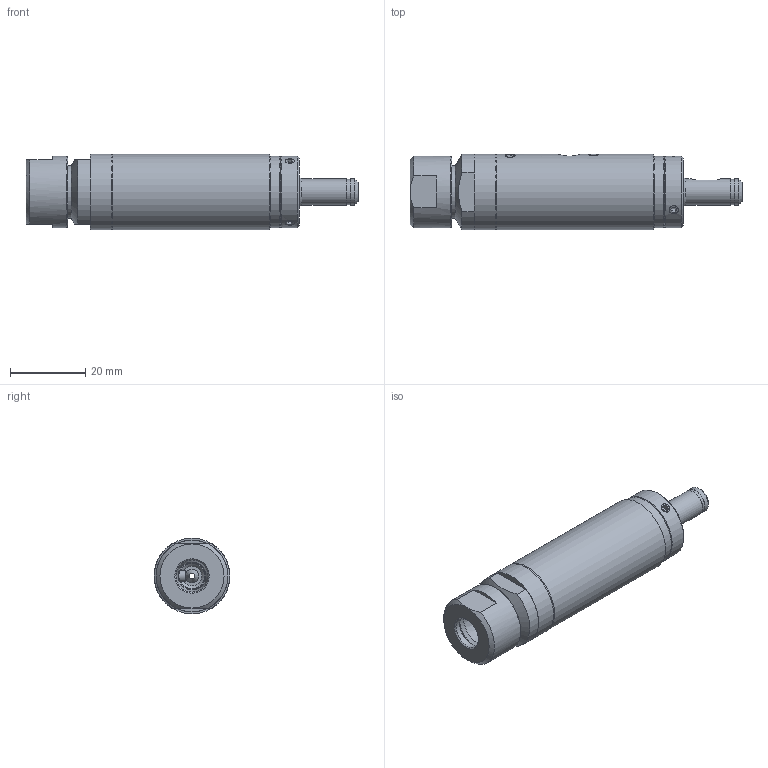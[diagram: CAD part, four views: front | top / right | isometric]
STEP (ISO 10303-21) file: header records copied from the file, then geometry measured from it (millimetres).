
FILE_DESCRIPTION((''),'2;1');
FILE_NAME('QUILL GE1046.stp','2014-01-27T10:41:01',('PGM-BE'),(''),'Autodesk Inventor 2012','Autodesk Inventor 2012','');
FILE_SCHEMA(('AUTOMOTIVE_DESIGN { 1 0 10303 214 1 1 1 1 }'));
Length unit declared in the file: metre
Products named in the file (1): GE1046
Bounding box: 88 x 20.1 x 20.1 mm (x, y, z)
Surface area: 7311.7 mm2 (no closed solid volume)
Topology: 0 solids, 12 shells, 133 faces, 410 edges, 287 vertices
Faces by surface type: plane 71, cylinder 28, cone 17, bspline 16, sphere 1
Full cylindrical faces by diameter (mm): 2.5 x3, 6.1 x1, 6.7 x1, 7 x2, 8 x1, 8.5 x1, 14 x1, 18.95 x1, 19 x2, 20 x1, 20.1 x1
Entity records: 7373 total; most frequent: CARTESIAN_POINT 3960, DIRECTION 647, ORIENTED_EDGE 607, EDGE_CURVE 374, VERTEX_POINT 281, AXIS2_PLACEMENT_3D 235, EDGE_LOOP 192, VECTOR 177
